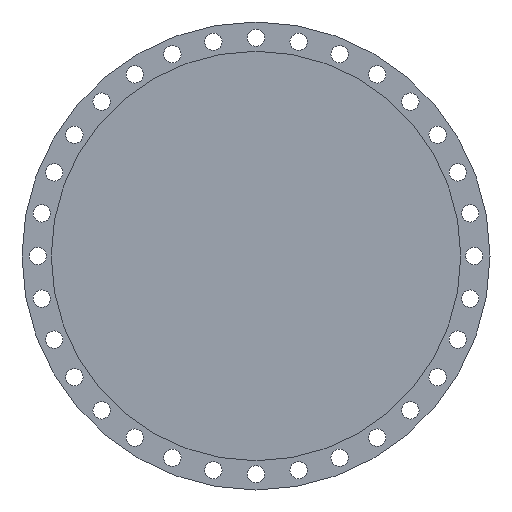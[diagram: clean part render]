
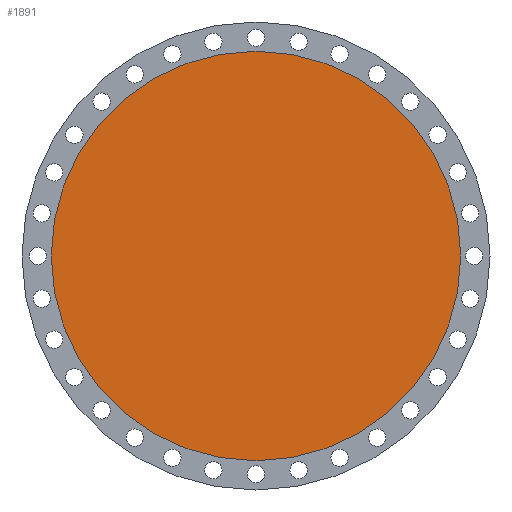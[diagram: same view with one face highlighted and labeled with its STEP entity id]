
A CAD part, left-side view. The second image highlights one B-rep face of the part: STEP entity #1891.
In plain terms, the highlighted planar face has unit normal (-1, 0, 0).
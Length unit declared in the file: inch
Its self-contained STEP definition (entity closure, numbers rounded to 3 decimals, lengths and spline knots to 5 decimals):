
#192 = DIRECTION ( 'NONE',  ( -1., 0., 0. ) ) ;
#286 = EDGE_CURVE ( 'NONE', #1865, #2219, #1492, .T. ) ;
#329 = CARTESIAN_POINT ( 'NONE',  ( 0., 0., -31.0625 ) ) ;
#588 = CARTESIAN_POINT ( 'NONE',  ( 0., 0., 0. ) ) ;
#749 = FACE_OUTER_BOUND ( 'NONE', #1428, .T. ) ;
#835 = DIRECTION ( 'NONE',  ( -1., 0., 0. ) ) ;
#882 = CARTESIAN_POINT ( 'NONE',  ( 0., 0., 0. ) ) ;
#929 = ORIENTED_EDGE ( 'NONE', *, *, #286, .T. ) ;
#1042 = CIRCLE ( 'NONE', #2488, 31.0625 ) ;
#1055 = ORIENTED_EDGE ( 'NONE', *, *, #1136, .T. ) ;
#1136 = EDGE_CURVE ( 'NONE', #2219, #1865, #1042, .T. ) ;
#1361 = AXIS2_PLACEMENT_3D ( 'NONE', #1443, #835, #2470 ) ;
#1392 = CARTESIAN_POINT ( 'NONE',  ( 0., 0., 31.0625 ) ) ;
#1428 = EDGE_LOOP ( 'NONE', ( #929, #1055 ) ) ;
#1443 = CARTESIAN_POINT ( 'NONE',  ( 0., 0., 0. ) ) ;
#1492 = CIRCLE ( 'NONE', #1361, 31.0625 ) ;
#1663 = DIRECTION ( 'NONE',  ( -1., 0., 0. ) ) ;
#1691 = DIRECTION ( 'NONE',  ( 0., 0., 1. ) ) ;
#1865 = VERTEX_POINT ( 'NONE', #1392 ) ;
#1891 = ADVANCED_FACE ( 'NONE', ( #749 ), #2599, .T. ) ;
#2219 = VERTEX_POINT ( 'NONE', #329 ) ;
#2366 = DIRECTION ( 'NONE',  ( 0., 0., 1. ) ) ;
#2470 = DIRECTION ( 'NONE',  ( 0., 0., 1. ) ) ;
#2488 = AXIS2_PLACEMENT_3D ( 'NONE', #882, #1663, #1691 ) ;
#2599 = PLANE ( 'NONE',  #2616 ) ;
#2616 = AXIS2_PLACEMENT_3D ( 'NONE', #588, #192, #2366 ) ;
